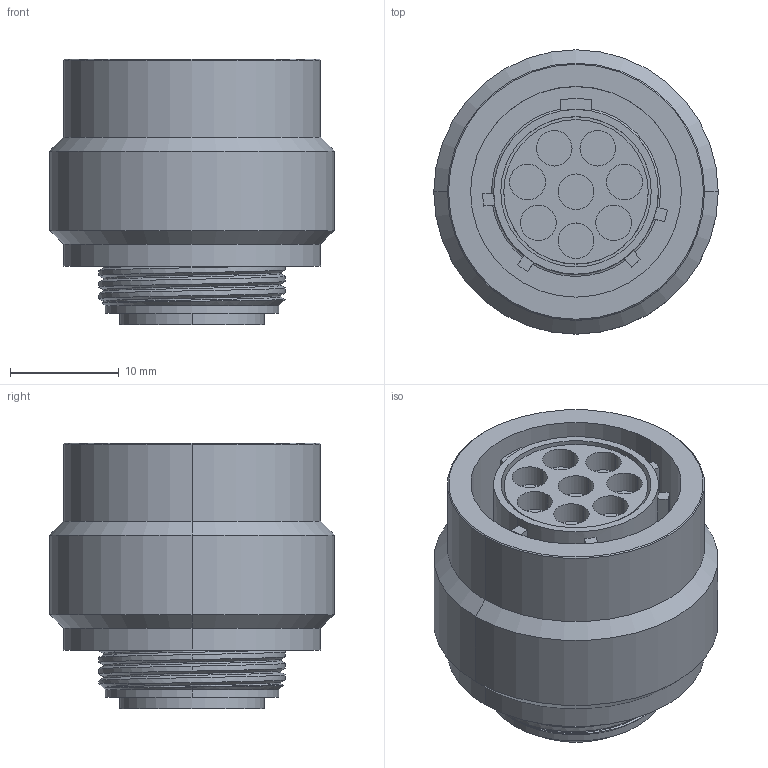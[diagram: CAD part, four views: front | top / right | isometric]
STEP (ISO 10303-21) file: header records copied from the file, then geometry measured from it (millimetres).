
FILE_DESCRIPTION((''),'2;1');
FILE_NAME('UT06128S-CAT_SW_ASM','2010-12-07T',('Gsineau'),(''),'PRO/ENGINEER BY PARAMETRIC TECHNOLOGY CORPORATION, 2010140','PRO/ENGINEER BY PARAMETRIC TECHNOLOGY CORPORATION, 2010140','');
FILE_SCHEMA(('CONFIG_CONTROL_DESIGN'));
Length unit declared in the file: inch
Products named in the file (1): UT06128S-CAT_SW_ASM
Bounding box: 26.1 x 26.1 x 24.41 mm (x, y, z)
Volume: 7346.2 mm3; surface area: 6817.3 mm2
Topology: 1 solids, 1 shells, 142 faces, 323 edges, 208 vertices
Faces by surface type: cylinder 73, plane 42, torus 11, cone 10, bspline 6
Entity records: 6958 total; most frequent: CARTESIAN_POINT 3667, DIRECTION 709, ORIENTED_EDGE 646, EDGE_CURVE 323, AXIS2_PLACEMENT_3D 295, VERTEX_POINT 208, EDGE_LOOP 167, CIRCLE 158
